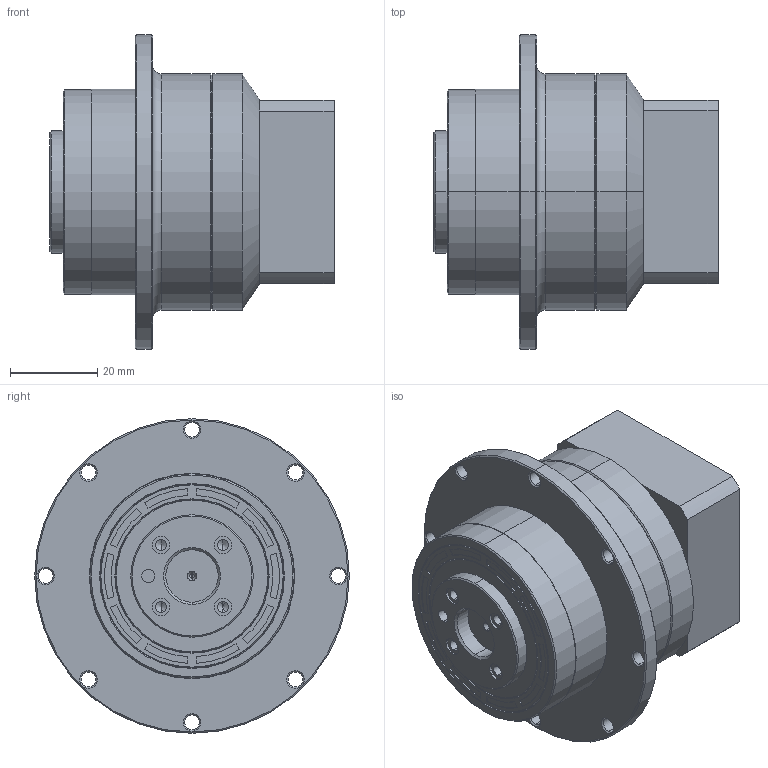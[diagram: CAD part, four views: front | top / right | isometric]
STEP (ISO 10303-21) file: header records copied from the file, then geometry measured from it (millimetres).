
FILE_DESCRIPTION (( 'STEP AP203' ), '1' );
FILE_NAME ('TD047-L1-8-30-46-M4-27.5-5.STEP', '2021-05-27T04:49:51', ( '' ), ( '' ), 'SwSTEP 2.0', 'SolidWorks 2017', '' );
FILE_SCHEMA (( 'CONFIG_CONTROL_DESIGN' ));
Length unit declared in the file: millimetre
Products named in the file (1): TD047-L1-8-30-46-M4-27.5-5
Bounding box: 65 x 72 x 72 mm (x, y, z)
Volume: 119982.4 mm3; surface area: 27150.3 mm2
Topology: 3 solids, 3 shells, 270 faces, 615 edges, 373 vertices
Faces by surface type: cylinder 120, cone 84, plane 64, torus 2
Entity records: 7778 total; most frequent: DIRECTION 1437, CARTESIAN_POINT 1410, ORIENTED_EDGE 1194, EDGE_CURVE 597, AXIS2_PLACEMENT_3D 576, VERTEX_POINT 373, EDGE_LOOP 342, CIRCLE 305
